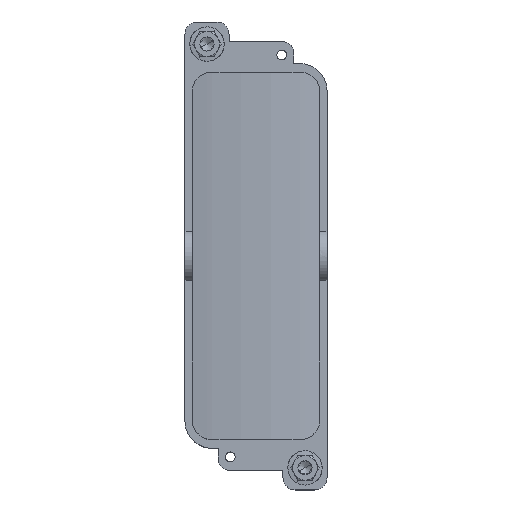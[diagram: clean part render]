
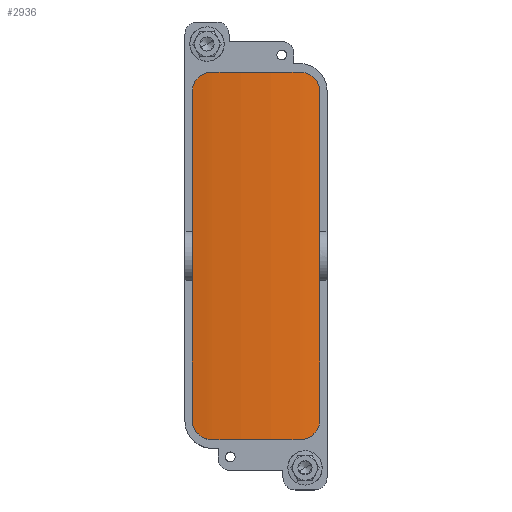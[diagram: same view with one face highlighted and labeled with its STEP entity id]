
A CAD part, top view. The second image highlights one B-rep face of the part: STEP entity #2936.
In plain terms, the highlighted cylindrical face has radius 150 mm (diameter 300 mm), a partial arc.
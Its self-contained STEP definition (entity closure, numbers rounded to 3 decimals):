
#2730=AXIS2_PLACEMENT_3D('Circle Axis2P3D',#2728,#2729,$) ;
#2885=AXIS2_PLACEMENT_3D('Cylinder Axis2P3D',#2882,#2883,#2884) ;
#2906=AXIS2_PLACEMENT_3D('Circle Axis2P3D',#2904,#2905,$) ;
#2728=CARTESIAN_POINT('Axis2P3D Location',(29.,170.5,-108.5)) ;
#2732=CARTESIAN_POINT('Vertex',(11.,170.5,40.416)) ;
#2734=CARTESIAN_POINT('Vertex',(47.,170.5,40.416)) ;
#2834=CARTESIAN_POINT('Control Point',(3.,162.5,39.229)) ;
#2835=CARTESIAN_POINT('Control Point',(3.,165.026,39.229)) ;
#2836=CARTESIAN_POINT('Control Point',(3.998,167.557,39.405)) ;
#2837=CARTESIAN_POINT('Control Point',(5.992,169.519,39.758)) ;
#2838=CARTESIAN_POINT('Control Point',(8.492,170.5,40.113)) ;
#2839=CARTESIAN_POINT('Control Point',(11.,170.5,40.416)) ;
#2840=CARTESIAN_POINT('Vertex',(3.,162.5,39.229)) ;
#2861=CARTESIAN_POINT('Control Point',(55.,162.5,39.229)) ;
#2862=CARTESIAN_POINT('Control Point',(55.,165.026,39.229)) ;
#2863=CARTESIAN_POINT('Control Point',(54.002,167.557,39.405)) ;
#2864=CARTESIAN_POINT('Control Point',(52.008,169.519,39.758)) ;
#2865=CARTESIAN_POINT('Control Point',(49.508,170.5,40.113)) ;
#2866=CARTESIAN_POINT('Control Point',(47.,170.5,40.416)) ;
#2867=CARTESIAN_POINT('Vertex',(55.,162.5,39.229)) ;
#2882=CARTESIAN_POINT('Axis2P3D Location',(29.,95.5,-108.5)) ;
#2887=CARTESIAN_POINT('Line Origine',(3.,95.5,39.229)) ;
#2891=CARTESIAN_POINT('Vertex',(3.,28.5,39.229)) ;
#2895=CARTESIAN_POINT('Control Point',(3.,28.5,39.229)) ;
#2896=CARTESIAN_POINT('Control Point',(3.,25.974,39.229)) ;
#2897=CARTESIAN_POINT('Control Point',(3.998,23.443,39.405)) ;
#2898=CARTESIAN_POINT('Control Point',(5.992,21.481,39.758)) ;
#2899=CARTESIAN_POINT('Control Point',(8.492,20.5,40.113)) ;
#2900=CARTESIAN_POINT('Control Point',(11.,20.5,40.416)) ;
#2901=CARTESIAN_POINT('Vertex',(11.,20.5,40.416)) ;
#2904=CARTESIAN_POINT('Axis2P3D Location',(29.,20.5,-108.5)) ;
#2908=CARTESIAN_POINT('Vertex',(47.,20.5,40.416)) ;
#2912=CARTESIAN_POINT('Control Point',(55.,28.5,39.229)) ;
#2913=CARTESIAN_POINT('Control Point',(55.,25.974,39.229)) ;
#2914=CARTESIAN_POINT('Control Point',(54.002,23.443,39.405)) ;
#2915=CARTESIAN_POINT('Control Point',(52.008,21.481,39.758)) ;
#2916=CARTESIAN_POINT('Control Point',(49.508,20.5,40.113)) ;
#2917=CARTESIAN_POINT('Control Point',(47.,20.5,40.416)) ;
#2918=CARTESIAN_POINT('Vertex',(55.,28.5,39.229)) ;
#2921=CARTESIAN_POINT('Line Origine',(55.,95.5,39.229)) ;
#2729=DIRECTION('Axis2P3D Direction',(0.,1.,0.)) ;
#2883=DIRECTION('Axis2P3D Direction',(0.,1.,0.)) ;
#2884=DIRECTION('Axis2P3D XDirection',(-0.173,0.,0.985)) ;
#2888=DIRECTION('Vector Direction',(0.,1.,0.)) ;
#2905=DIRECTION('Axis2P3D Direction',(0.,1.,0.)) ;
#2922=DIRECTION('Vector Direction',(0.,1.,0.)) ;
#2889=VECTOR('Line Direction',#2888,1.) ;
#2923=VECTOR('Line Direction',#2922,1.) ;
#2927=ORIENTED_EDGE('',*,*,#2893,.F.) ;
#2928=ORIENTED_EDGE('',*,*,#2903,.F.) ;
#2929=ORIENTED_EDGE('',*,*,#2910,.T.) ;
#2930=ORIENTED_EDGE('',*,*,#2920,.F.) ;
#2931=ORIENTED_EDGE('',*,*,#2925,.T.) ;
#2932=ORIENTED_EDGE('',*,*,#2869,.F.) ;
#2933=ORIENTED_EDGE('',*,*,#2736,.F.) ;
#2934=ORIENTED_EDGE('',*,*,#2842,.F.) ;
#2936=ADVANCED_FACE('HDC IP68 24B COVER.1\\Koerper.2',(#2935),#2886,.T.) ;
#2833=B_SPLINE_CURVE_WITH_KNOTS('',5,(#2834,#2835,#2836,#2837,#2838,#2839),.UNSPECIFIED.,.F.,.U.,(6,6),(0.,17.864),.UNSPECIFIED.) ;
#2860=B_SPLINE_CURVE_WITH_KNOTS('',5,(#2861,#2862,#2863,#2864,#2865,#2866),.UNSPECIFIED.,.F.,.U.,(6,6),(0.,17.864),.UNSPECIFIED.) ;
#2894=B_SPLINE_CURVE_WITH_KNOTS('',5,(#2895,#2896,#2897,#2898,#2899,#2900),.UNSPECIFIED.,.F.,.U.,(6,6),(0.,17.864),.UNSPECIFIED.) ;
#2911=B_SPLINE_CURVE_WITH_KNOTS('',5,(#2912,#2913,#2914,#2915,#2916,#2917),.UNSPECIFIED.,.F.,.U.,(6,6),(0.,17.864),.UNSPECIFIED.) ;
#2731=CIRCLE('generated circle',#2730,150.) ;
#2907=CIRCLE('generated circle',#2906,150.) ;
#2886=CYLINDRICAL_SURFACE('generated cylinder',#2885,150.) ;
#2736=EDGE_CURVE('',#2733,#2735,#2731,.T.) ;
#2842=EDGE_CURVE('',#2841,#2733,#2833,.T.) ;
#2869=EDGE_CURVE('',#2735,#2868,#2860,.F.) ;
#2893=EDGE_CURVE('',#2892,#2841,#2890,.T.) ;
#2903=EDGE_CURVE('',#2902,#2892,#2894,.F.) ;
#2910=EDGE_CURVE('',#2902,#2909,#2907,.T.) ;
#2920=EDGE_CURVE('',#2919,#2909,#2911,.T.) ;
#2925=EDGE_CURVE('',#2919,#2868,#2924,.T.) ;
#2926=EDGE_LOOP('',(#2927,#2928,#2929,#2930,#2931,#2932,#2933,#2934)) ;
#2935=FACE_OUTER_BOUND('',#2926,.T.) ;
#2890=LINE('Line',#2887,#2889) ;
#2924=LINE('Line',#2921,#2923) ;
#2733=VERTEX_POINT('',#2732) ;
#2735=VERTEX_POINT('',#2734) ;
#2841=VERTEX_POINT('',#2840) ;
#2868=VERTEX_POINT('',#2867) ;
#2892=VERTEX_POINT('',#2891) ;
#2902=VERTEX_POINT('',#2901) ;
#2909=VERTEX_POINT('',#2908) ;
#2919=VERTEX_POINT('',#2918) ;
